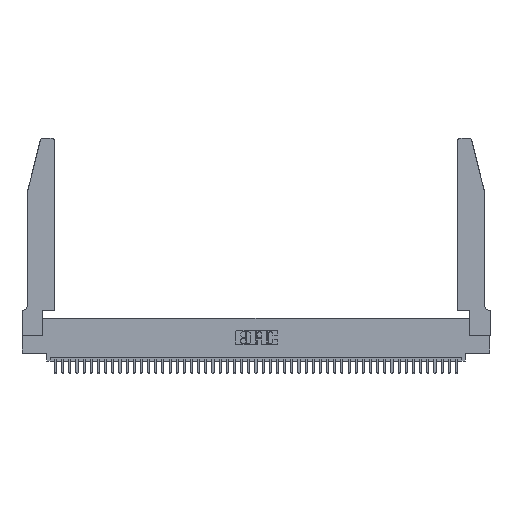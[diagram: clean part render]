
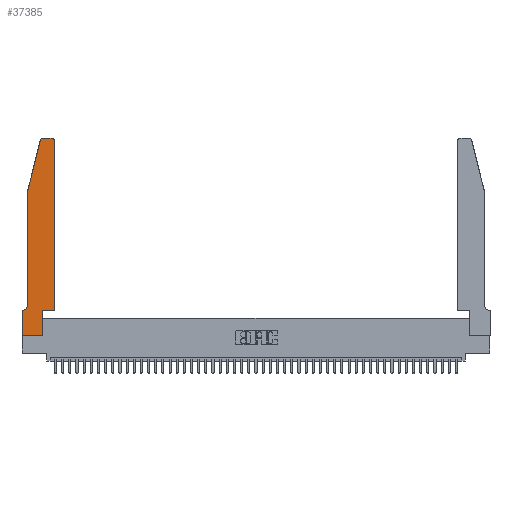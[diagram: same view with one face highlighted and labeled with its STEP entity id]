
A CAD part, top view. The second image highlights one B-rep face of the part: STEP entity #37385.
In plain terms, the highlighted planar face has unit normal (0, 0, 1).
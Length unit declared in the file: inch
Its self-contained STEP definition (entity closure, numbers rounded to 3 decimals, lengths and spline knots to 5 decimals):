
#44 = VERTEX_POINT ( 'NONE', #19108 ) ;
#1298 = DIRECTION ( 'NONE',  ( 0., -1., 0. ) ) ;
#2837 = AXIS2_PLACEMENT_3D ( 'NONE', #16976, #42789, #20710 ) ;
#2888 = CARTESIAN_POINT ( 'NONE',  ( 0., 0., 0.37 ) ) ;
#2949 = DIRECTION ( 'NONE',  ( 0., 0., -1. ) ) ;
#3685 = DIRECTION ( 'NONE',  ( 1., 0., 0. ) ) ;
#3945 = LINE ( 'NONE', #7034, #11425 ) ;
#4511 = CARTESIAN_POINT ( 'NONE',  ( 0.2605, 2.75, 0.37 ) ) ;
#4678 = ORIENTED_EDGE ( 'NONE', *, *, #6950, .T. ) ;
#5242 = CARTESIAN_POINT ( 'NONE',  ( 0., 0.35, 0.37 ) ) ;
#5730 = VERTEX_POINT ( 'NONE', #17702 ) ;
#6229 = ORIENTED_EDGE ( 'NONE', *, *, #31839, .T. ) ;
#6687 = EDGE_CURVE ( 'NONE', #17539, #39768, #9147, .T. ) ;
#6789 = ORIENTED_EDGE ( 'NONE', *, *, #29656, .T. ) ;
#6796 = VECTOR ( 'NONE', #18651, 39.37008 ) ;
#6898 = CARTESIAN_POINT ( 'NONE',  ( 0.2865, 0.35, 0.37 ) ) ;
#6950 = EDGE_CURVE ( 'NONE', #20915, #31874, #36872, .T. ) ;
#7034 = CARTESIAN_POINT ( 'NONE',  ( 0.0755, 2., 0.37 ) ) ;
#7928 = DIRECTION ( 'NONE',  ( -1., 0., 0. ) ) ;
#8188 = DIRECTION ( 'NONE',  ( -1., 0., 0. ) ) ;
#9147 = LINE ( 'NONE', #27140, #29996 ) ;
#9551 = VECTOR ( 'NONE', #18039, 39.37008 ) ;
#10725 = DIRECTION ( 'NONE',  ( 0., -1., 0. ) ) ;
#11425 = VECTOR ( 'NONE', #10725, 39.37008 ) ;
#12624 = LINE ( 'NONE', #4511, #42042 ) ;
#12651 = DIRECTION ( 'NONE',  ( 0., 0., 1. ) ) ;
#13634 = CIRCLE ( 'NONE', #2837, 0.03 ) ;
#14336 = AXIS2_PLACEMENT_3D ( 'NONE', #25029, #2949, #28770 ) ;
#14638 = CARTESIAN_POINT ( 'NONE',  ( 0., 0., 0.37 ) ) ;
#14875 = CARTESIAN_POINT ( 'NONE',  ( 0., 0.35, 0.37 ) ) ;
#15789 = VERTEX_POINT ( 'NONE', #43871 ) ;
#15968 = ORIENTED_EDGE ( 'NONE', *, *, #6687, .T. ) ;
#16685 = DIRECTION ( 'NONE',  ( 0., 0., 1. ) ) ;
#16743 = CARTESIAN_POINT ( 'NONE',  ( 0.4505, 0.35, 0.37 ) ) ;
#16976 = CARTESIAN_POINT ( 'NONE',  ( 0.284, 2.72, 0.37 ) ) ;
#17210 = VECTOR ( 'NONE', #21304, 39.37008 ) ;
#17250 = CARTESIAN_POINT ( 'NONE',  ( 0.4505, 0.35, 0.37 ) ) ;
#17539 = VERTEX_POINT ( 'NONE', #14875 ) ;
#17702 = CARTESIAN_POINT ( 'NONE',  ( 0.25487, 2.72718, 0.37 ) ) ;
#18039 = DIRECTION ( 'NONE',  ( 0., 1., 0. ) ) ;
#18377 = ORIENTED_EDGE ( 'NONE', *, *, #30427, .T. ) ;
#18651 = DIRECTION ( 'NONE',  ( -0.239, -0.971, 0. ) ) ;
#19108 = CARTESIAN_POINT ( 'NONE',  ( 0.4205, 2.75, 0.37 ) ) ;
#19863 = CARTESIAN_POINT ( 'NONE',  ( 0.0755, 0.42, 0.37 ) ) ;
#20710 = DIRECTION ( 'NONE',  ( 1., 0., 0. ) ) ;
#20915 = VERTEX_POINT ( 'NONE', #17250 ) ;
#21304 = DIRECTION ( 'NONE',  ( 0., 1., 0. ) ) ;
#22351 = CARTESIAN_POINT ( 'NONE',  ( 0.0755, 2., 0.37 ) ) ;
#23468 = VERTEX_POINT ( 'NONE', #19863 ) ;
#23631 = PLANE ( 'NONE',  #25285 ) ;
#24433 = CIRCLE ( 'NONE', #14336, 0.07 ) ;
#25029 = CARTESIAN_POINT ( 'NONE',  ( 0.0055, 0.42, 0.37 ) ) ;
#25285 = AXIS2_PLACEMENT_3D ( 'NONE', #5242, #12651, #38447 ) ;
#26668 = EDGE_CURVE ( 'NONE', #42806, #20915, #37122, .T. ) ;
#27140 = CARTESIAN_POINT ( 'NONE',  ( 0., 0., 0.37 ) ) ;
#27309 = EDGE_CURVE ( 'NONE', #31874, #44, #28983, .T. ) ;
#27815 = ORIENTED_EDGE ( 'NONE', *, *, #38282, .T. ) ;
#28137 = ORIENTED_EDGE ( 'NONE', *, *, #29042, .T. ) ;
#28753 = ORIENTED_EDGE ( 'NONE', *, *, #29527, .T. ) ;
#28770 = DIRECTION ( 'NONE',  ( -1., 0., 0. ) ) ;
#28928 = CARTESIAN_POINT ( 'NONE',  ( 0.4505, 2.72, 0.37 ) ) ;
#28975 = CARTESIAN_POINT ( 'NONE',  ( 0.2865, 0.35, 0.37 ) ) ;
#28983 = CIRCLE ( 'NONE', #43979, 0.03 ) ;
#29042 = EDGE_CURVE ( 'NONE', #44, #31127, #12624, .T. ) ;
#29527 = EDGE_CURVE ( 'NONE', #15789, #23468, #3945, .T. ) ;
#29656 = EDGE_CURVE ( 'NONE', #5730, #15789, #46017, .T. ) ;
#29845 = CARTESIAN_POINT ( 'NONE',  ( 0.2865, 0., 0.37 ) ) ;
#29996 = VECTOR ( 'NONE', #1298, 39.37008 ) ;
#30168 = ORIENTED_EDGE ( 'NONE', *, *, #38216, .T. ) ;
#30271 = EDGE_LOOP ( 'NONE', ( #28137, #32785, #6789, #28753, #6229, #18377, #15968, #27815, #30168, #31318, #4678, #34106 ) ) ;
#30396 = LINE ( 'NONE', #6898, #9551 ) ;
#30398 = LINE ( 'NONE', #37603, #40176 ) ;
#30427 = EDGE_CURVE ( 'NONE', #31148, #17539, #30398, .T. ) ;
#31127 = VERTEX_POINT ( 'NONE', #41246 ) ;
#31148 = VERTEX_POINT ( 'NONE', #41395 ) ;
#31318 = ORIENTED_EDGE ( 'NONE', *, *, #26668, .T. ) ;
#31839 = EDGE_CURVE ( 'NONE', #23468, #31148, #24433, .T. ) ;
#31874 = VERTEX_POINT ( 'NONE', #28928 ) ;
#32738 = VERTEX_POINT ( 'NONE', #29845 ) ;
#32785 = ORIENTED_EDGE ( 'NONE', *, *, #47284, .T. ) ;
#34106 = ORIENTED_EDGE ( 'NONE', *, *, #27309, .T. ) ;
#34478 = FACE_OUTER_BOUND ( 'NONE', #30271, .T. ) ;
#35549 = VECTOR ( 'NONE', #3685, 39.37008 ) ;
#36872 = LINE ( 'NONE', #39677, #17210 ) ;
#37122 = LINE ( 'NONE', #16743, #45739 ) ;
#37385 = ADVANCED_FACE ( 'NONE', ( #34478 ), #23631, .T. ) ;
#37603 = CARTESIAN_POINT ( 'NONE',  ( 0.0755, 0.35, 0.37 ) ) ;
#38216 = EDGE_CURVE ( 'NONE', #32738, #42806, #30396, .T. ) ;
#38282 = EDGE_CURVE ( 'NONE', #39768, #32738, #47631, .T. ) ;
#38447 = DIRECTION ( 'NONE',  ( 1., 0., 0. ) ) ;
#38785 = CARTESIAN_POINT ( 'NONE',  ( 0.4205, 2.72, 0.37 ) ) ;
#39677 = CARTESIAN_POINT ( 'NONE',  ( 0.4505, 0.35, 0.37 ) ) ;
#39768 = VERTEX_POINT ( 'NONE', #2888 ) ;
#40176 = VECTOR ( 'NONE', #7928, 39.37008 ) ;
#41246 = CARTESIAN_POINT ( 'NONE',  ( 0.284, 2.75, 0.37 ) ) ;
#41395 = CARTESIAN_POINT ( 'NONE',  ( 0.0055, 0.35, 0.37 ) ) ;
#42042 = VECTOR ( 'NONE', #8188, 39.37008 ) ;
#42505 = DIRECTION ( 'NONE',  ( 1., 0., 0. ) ) ;
#42569 = DIRECTION ( 'NONE',  ( 1., 0., 0. ) ) ;
#42789 = DIRECTION ( 'NONE',  ( 0., 0., 1. ) ) ;
#42806 = VERTEX_POINT ( 'NONE', #28975 ) ;
#43871 = CARTESIAN_POINT ( 'NONE',  ( 0.0755, 2., 0.37 ) ) ;
#43979 = AXIS2_PLACEMENT_3D ( 'NONE', #38785, #16685, #42505 ) ;
#45739 = VECTOR ( 'NONE', #42569, 39.37008 ) ;
#46017 = LINE ( 'NONE', #22351, #6796 ) ;
#47284 = EDGE_CURVE ( 'NONE', #31127, #5730, #13634, .T. ) ;
#47631 = LINE ( 'NONE', #14638, #35549 ) ;
